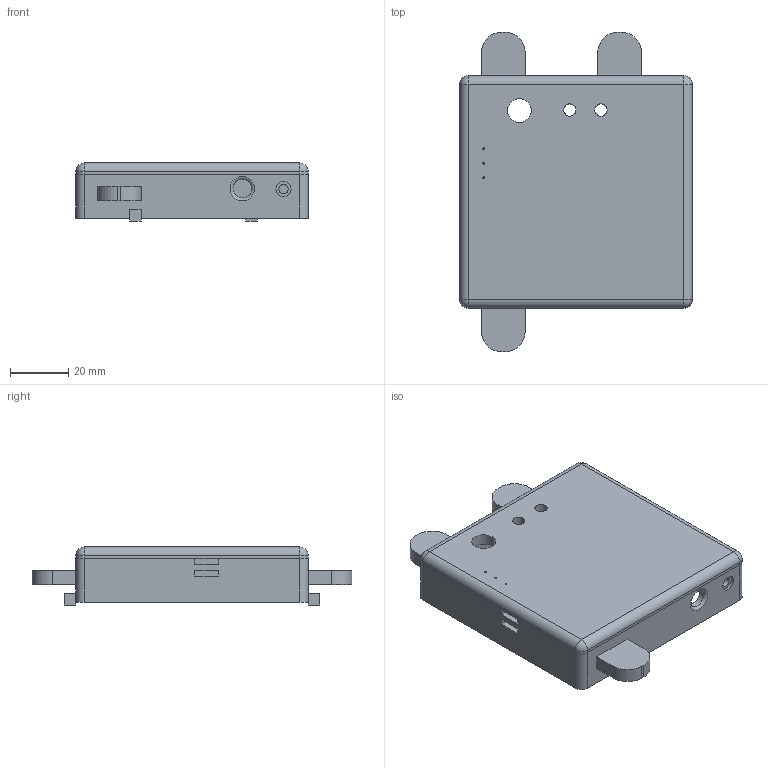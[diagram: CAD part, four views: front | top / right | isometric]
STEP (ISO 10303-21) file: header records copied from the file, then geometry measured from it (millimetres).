
FILE_DESCRIPTION(('FreeCAD Model'),'2;1');
FILE_NAME('Open CASCADE Shape Model','2022-04-30T10:08:20',('Author'),( ''),'Open CASCADE STEP processor 7.5','FreeCAD','Unknown');
FILE_SCHEMA(('AUTOMOTIVE_DESIGN { 1 0 10303 214 1 1 1 1 }'));
Length unit declared in the file: millimetre
Products named in the file (8): cover; top; guide_cover; guide_cover001; guide_cover002; lock; lock001; lock002
Assembly tree (7 placements, depth 2):
  cover
    top
    guide_cover
    guide_cover001
    guide_cover002
    lock
    lock001
    lock002
Bounding box: 80 x 110 x 20 mm (x, y, z)
Volume: 40630.2 mm3; surface area: 25324.6 mm2
Topology: 7 solids, 7 shells, 106 faces, 246 edges, 153 vertices
Faces by surface type: plane 71, cylinder 30, sphere 4, torus 1
Full cylindrical faces by diameter (mm): 0.6 x3, 3.2 x1, 4.2 x2, 5.2 x1, 6.4 x1, 8.2 x1, 10 x3
Entity records: 6394 total; most frequent: CARTESIAN_POINT 1113, DIRECTION 992, LINE 628, VECTOR 628, ORIENTED_EDGE 484, PCURVE 484, DEFINITIONAL_REPRESENTATION 484, EDGE_CURVE 242
